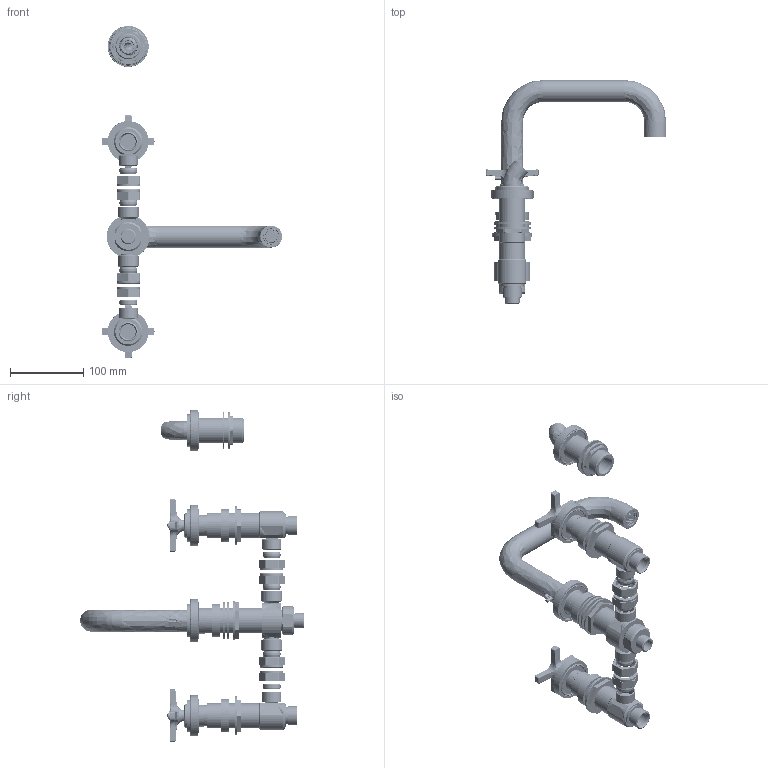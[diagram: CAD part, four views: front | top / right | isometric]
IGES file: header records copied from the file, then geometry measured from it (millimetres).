
Global section: file name: V7K48-2XF; native system: Autodesk Inventor 2018; preprocessor: unknown; author: clarkin; date: 20171006.093715; units: millimetre
Bounding box: 246.5 x 306 x 453.96 mm (x, y, z)
Volume: 694020.2 mm3; surface area: 421987.1 mm2
Topology: 96 solids, 97 shells, 3772 faces, 10164 edges, 6905 vertices
Faces by surface type: bspline 3772
